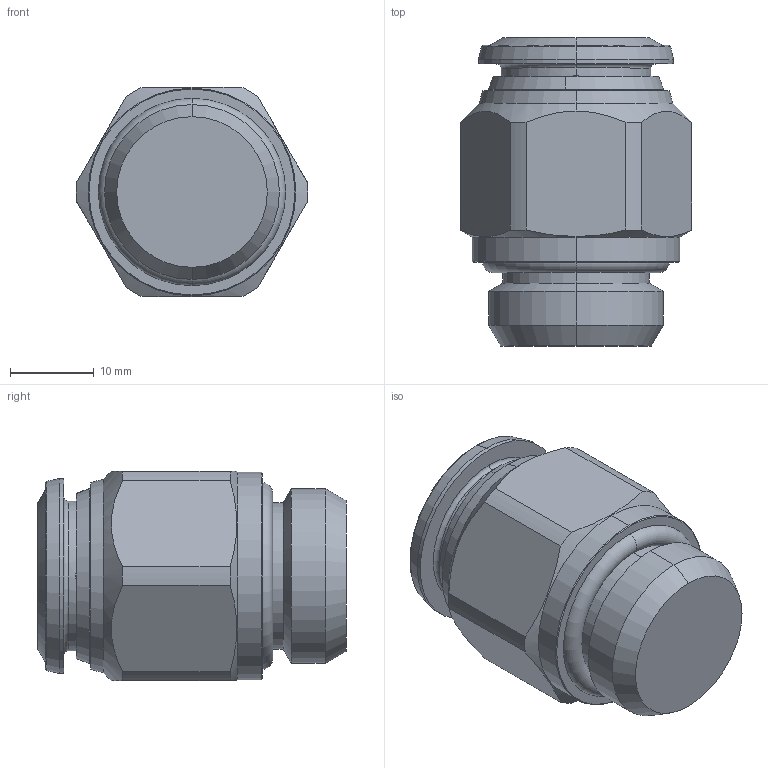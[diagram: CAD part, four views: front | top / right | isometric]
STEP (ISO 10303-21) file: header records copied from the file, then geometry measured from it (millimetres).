
FILE_DESCRIPTION (( 'STEP AP214' ), '1' );
FILE_NAME ('6002000016A.STEP', '2021-11-25T15:56:35', ( '' ), ( '' ), 'SwSTEP 2.0', 'SolidWorks 2020', '' );
FILE_SCHEMA (( 'AUTOMOTIVE_DESIGN' ));
Length unit declared in the file: millimetre
Products named in the file (1): 6002000016A
Bounding box: 27.69 x 36.8 x 25 mm (x, y, z)
Volume: 11075.1 mm3; surface area: 5213.2 mm2
Topology: 1 solids, 1 shells, 75 faces, 179 edges, 112 vertices
Faces by surface type: plane 26, cylinder 23, cone 20, torus 6
Entity records: 3066 total; most frequent: CARTESIAN_POINT 511, DIRECTION 401, ORIENTED_EDGE 358, EDGE_CURVE 179, AXIS2_PLACEMENT_3D 162, VERTEX_POINT 112, CIRCLE 86, EDGE_LOOP 81
